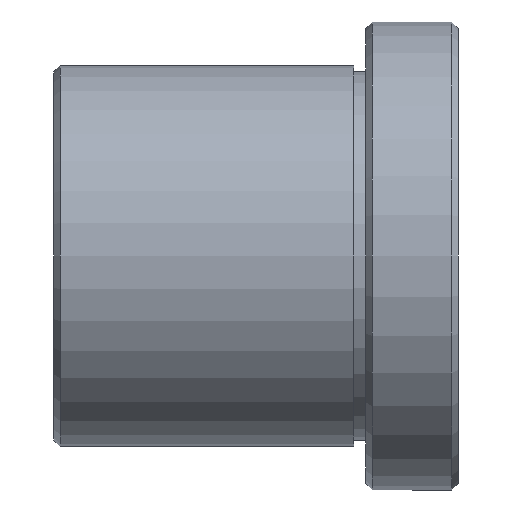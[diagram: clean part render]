
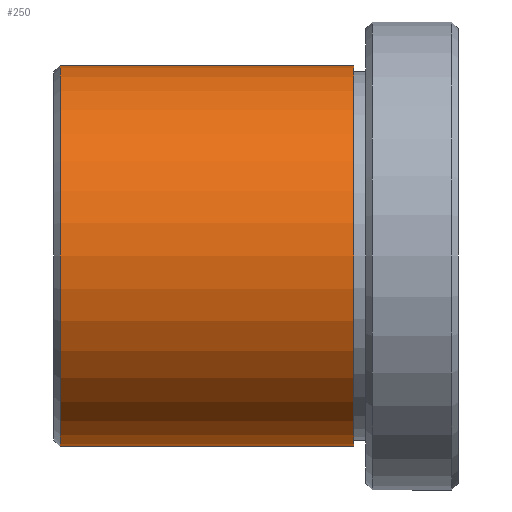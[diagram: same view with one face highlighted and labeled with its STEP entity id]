
A CAD part, left-side view. The second image highlights one B-rep face of the part: STEP entity #250.
In plain terms, the highlighted cylindrical face has radius 15.5 mm (diameter 31 mm), a partial arc.
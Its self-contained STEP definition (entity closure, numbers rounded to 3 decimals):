
#31 = ORIENTED_EDGE ( 'NONE', *, *, #576, .T. ) ;
#82 = CIRCLE ( 'NONE', #167, 15.5 ) ;
#106 = DIRECTION ( 'NONE',  ( 0., 0., 1. ) ) ;
#140 = ORIENTED_EDGE ( 'NONE', *, *, #252, .T. ) ;
#167 = AXIS2_PLACEMENT_3D ( 'NONE', #379, #524, #106 ) ;
#204 = VERTEX_POINT ( 'NONE', #542 ) ;
#223 = CARTESIAN_POINT ( 'NONE',  ( 0., 44.599, 0. ) ) ;
#242 = CYLINDRICAL_SURFACE ( 'NONE', #538, 15.5 ) ;
#250 = ADVANCED_FACE ( 'NONE', ( #309 ), #242, .T. ) ;
#252 = EDGE_CURVE ( 'NONE', #707, #290, #667, .T. ) ;
#255 = ORIENTED_EDGE ( 'NONE', *, *, #341, .F. ) ;
#290 = VERTEX_POINT ( 'NONE', #851 ) ;
#301 = ORIENTED_EDGE ( 'NONE', *, *, #642, .F. ) ;
#309 = FACE_OUTER_BOUND ( 'NONE', #809, .T. ) ;
#341 = EDGE_CURVE ( 'NONE', #707, #474, #556, .T. ) ;
#348 = DIRECTION ( 'NONE',  ( 0., 1., 0. ) ) ;
#361 = VECTOR ( 'NONE', #348, 1000. ) ;
#379 = CARTESIAN_POINT ( 'NONE',  ( 0., 26.543, 0. ) ) ;
#432 = LINE ( 'NONE', #878, #765 ) ;
#467 = CARTESIAN_POINT ( 'NONE',  ( 0., 2.643, -15.5 ) ) ;
#474 = VERTEX_POINT ( 'NONE', #727 ) ;
#524 = DIRECTION ( 'NONE',  ( 0., 1., 0. ) ) ;
#538 = AXIS2_PLACEMENT_3D ( 'NONE', #223, #645, #637 ) ;
#542 = CARTESIAN_POINT ( 'NONE',  ( 0., 26.543, 15.5 ) ) ;
#556 = LINE ( 'NONE', #563, #361 ) ;
#563 = CARTESIAN_POINT ( 'NONE',  ( 0., 44.599, -15.5 ) ) ;
#570 = CARTESIAN_POINT ( 'NONE',  ( 0., 2.643, 0. ) ) ;
#571 = DIRECTION ( 'NONE',  ( 0., 0., 1. ) ) ;
#576 = EDGE_CURVE ( 'NONE', #290, #204, #432, .T. ) ;
#637 = DIRECTION ( 'NONE',  ( 0., 0., 1. ) ) ;
#642 = EDGE_CURVE ( 'NONE', #474, #204, #82, .T. ) ;
#645 = DIRECTION ( 'NONE',  ( 0., 1., 0. ) ) ;
#667 = CIRCLE ( 'NONE', #783, 15.5 ) ;
#707 = VERTEX_POINT ( 'NONE', #467 ) ;
#716 = DIRECTION ( 'NONE',  ( 0., 1., 0. ) ) ;
#727 = CARTESIAN_POINT ( 'NONE',  ( 0., 26.543, -15.5 ) ) ;
#765 = VECTOR ( 'NONE', #868, 1000. ) ;
#783 = AXIS2_PLACEMENT_3D ( 'NONE', #570, #716, #571 ) ;
#809 = EDGE_LOOP ( 'NONE', ( #255, #140, #31, #301 ) ) ;
#851 = CARTESIAN_POINT ( 'NONE',  ( 0., 2.643, 15.5 ) ) ;
#868 = DIRECTION ( 'NONE',  ( 0., 1., 0. ) ) ;
#878 = CARTESIAN_POINT ( 'NONE',  ( 0., 44.599, 15.5 ) ) ;
